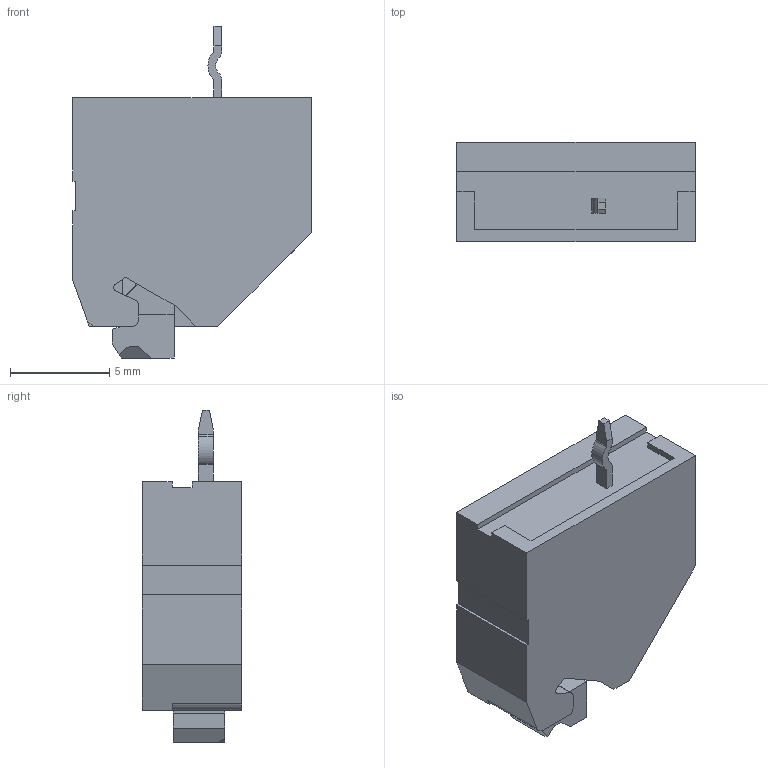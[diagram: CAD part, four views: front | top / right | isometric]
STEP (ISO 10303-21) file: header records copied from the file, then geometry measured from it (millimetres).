
FILE_DESCRIPTION((''),'2;1');
FILE_NAME('1P_ASM','2020-05-20T',('Administrator'),(''),'PRO/ENGINEER BY PARAMETRIC TECHNOLOGY CORPORATION, 2010020','PRO/ENGINEER BY PARAMETRIC TECHNOLOGY CORPORATION, 2010020','');
FILE_SCHEMA(('AUTOMOTIVE_DESIGN_CC2 { 1 2 10303 214 -1 1 5 2 }'));
Length unit declared in the file: millimetre
Products named in the file (1): 1P_ASM
Bounding box: 12 x 5 x 16.7 mm (x, y, z)
Volume: 589.9 mm3; surface area: 585 mm2
Topology: 1 solids, 1 shells, 81 faces, 231 edges, 154 vertices
Faces by surface type: plane 66, cylinder 14, extrusion 1
Entity records: 2709 total; most frequent: CARTESIAN_POINT 550, ORIENTED_EDGE 462, DIRECTION 409, EDGE_CURVE 231, VECTOR 195, LINE 194, VERTEX_POINT 154, AXIS2_PLACEMENT_3D 107
